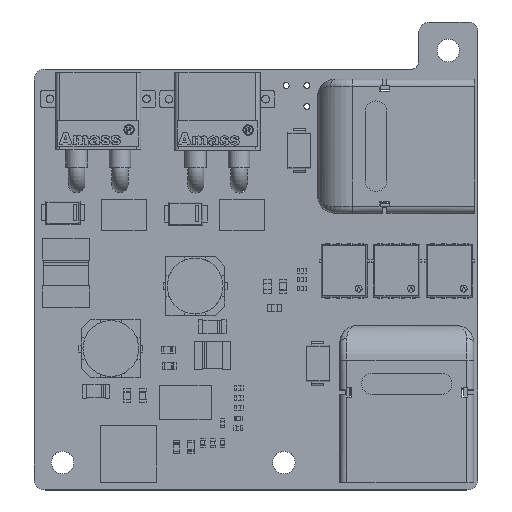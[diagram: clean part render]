
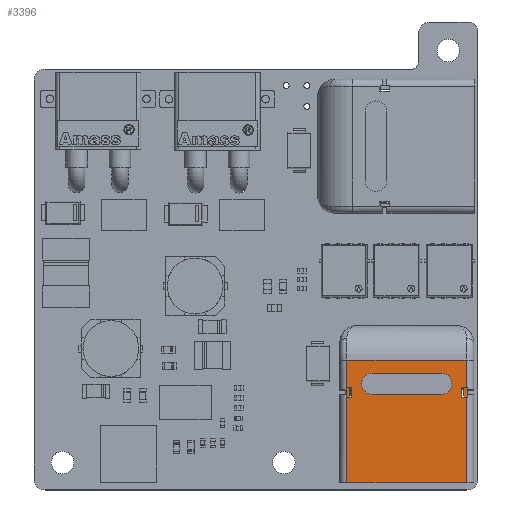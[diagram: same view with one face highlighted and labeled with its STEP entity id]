
A CAD part, top view. The second image highlights one B-rep face of the part: STEP entity #3396.
In plain terms, the highlighted face is planar.
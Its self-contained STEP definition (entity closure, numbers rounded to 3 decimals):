
#2229 = VERTEX_POINT('',#2230);
#2230 = CARTESIAN_POINT('',(3.75,7.992,-8.4));
#2236 = EDGE_CURVE('',#2237,#2229,#2239,.T.);
#2237 = VERTEX_POINT('',#2238);
#2238 = CARTESIAN_POINT('',(2.508,6.75,-8.4));
#2239 = CIRCLE('',#2240,1.242);
#2240 = AXIS2_PLACEMENT_3D('',#2241,#2242,#2243);
#2241 = CARTESIAN_POINT('',(3.75,6.75,-8.4));
#2242 = DIRECTION('',(0.,0.,-1.));
#2243 = DIRECTION('',(-1.,0.,0.));
#2972 = VERTEX_POINT('',#2973);
#2973 = CARTESIAN_POINT('',(14.7,8.286,-8.4));
#2980 = EDGE_CURVE('',#2981,#2972,#2983,.T.);
#2981 = VERTEX_POINT('',#2982);
#2982 = CARTESIAN_POINT('',(14.7,18.2,-8.4));
#2983 = LINE('',#2984,#2985);
#2984 = CARTESIAN_POINT('',(14.7,17.2,-8.4));
#2985 = VECTOR('',#2986,1.);
#2986 = DIRECTION('',(0.,-1.,0.));
#3012 = VERTEX_POINT('',#3013);
#3013 = CARTESIAN_POINT('',(14.7,7.221,-8.4));
#3048 = VERTEX_POINT('',#3049);
#3049 = CARTESIAN_POINT('',(14.7,4.,-8.4));
#3056 = EDGE_CURVE('',#3012,#3048,#3057,.T.);
#3057 = LINE('',#3058,#3059);
#3058 = CARTESIAN_POINT('',(14.7,17.2,-8.4));
#3059 = VECTOR('',#3060,1.);
#3060 = DIRECTION('',(0.,-1.,0.));
#3071 = VERTEX_POINT('',#3072);
#3072 = CARTESIAN_POINT('',(14.6,8.286,-8.4));
#3080 = VERTEX_POINT('',#3081);
#3081 = CARTESIAN_POINT('',(14.6,8.3,-8.4));
#3087 = EDGE_CURVE('',#3071,#3080,#3088,.T.);
#3088 = LINE('',#3089,#3090);
#3089 = CARTESIAN_POINT('',(14.6,8.025,-8.4));
#3090 = VECTOR('',#3091,1.);
#3091 = DIRECTION('',(0.,1.,0.));
#3146 = VERTEX_POINT('',#3147);
#3147 = CARTESIAN_POINT('',(14.6,7.221,-8.4));
#3153 = EDGE_CURVE('',#3154,#3146,#3156,.T.);
#3154 = VERTEX_POINT('',#3155);
#3155 = CARTESIAN_POINT('',(14.6,7.2,-8.4));
#3156 = LINE('',#3157,#3158);
#3157 = CARTESIAN_POINT('',(14.6,7.2,-8.4));
#3158 = VECTOR('',#3159,1.);
#3159 = DIRECTION('',(0.,1.,0.));
#3196 = VERTEX_POINT('',#3197);
#3197 = CARTESIAN_POINT('',(0.8,7.221,-8.4));
#3204 = EDGE_CURVE('',#3205,#3196,#3207,.T.);
#3205 = VERTEX_POINT('',#3206);
#3206 = CARTESIAN_POINT('',(0.8,4.,-8.4));
#3207 = LINE('',#3208,#3209);
#3208 = CARTESIAN_POINT('',(0.8,17.2,-8.4));
#3209 = VECTOR('',#3210,1.);
#3210 = DIRECTION('',(-0.,1.,-0.));
#3236 = VERTEX_POINT('',#3237);
#3237 = CARTESIAN_POINT('',(0.8,8.286,-8.4));
#3272 = VERTEX_POINT('',#3273);
#3273 = CARTESIAN_POINT('',(0.8,18.2,-8.4));
#3280 = EDGE_CURVE('',#3236,#3272,#3281,.T.);
#3281 = LINE('',#3282,#3283);
#3282 = CARTESIAN_POINT('',(0.8,17.2,-8.4));
#3283 = VECTOR('',#3284,1.);
#3284 = DIRECTION('',(-0.,1.,-0.));
#3296 = VERTEX_POINT('',#3297);
#3297 = CARTESIAN_POINT('',(0.9,8.286,-8.4));
#3303 = EDGE_CURVE('',#3296,#3304,#3306,.T.);
#3304 = VERTEX_POINT('',#3305);
#3305 = CARTESIAN_POINT('',(0.9,8.3,-8.4));
#3306 = LINE('',#3307,#3308);
#3307 = CARTESIAN_POINT('',(0.9,8.025,-8.4));
#3308 = VECTOR('',#3309,1.);
#3309 = DIRECTION('',(0.,1.,0.));
#3325 = EDGE_CURVE('',#3326,#3328,#3330,.T.);
#3326 = VERTEX_POINT('',#3327);
#3327 = CARTESIAN_POINT('',(0.9,7.2,-8.4));
#3328 = VERTEX_POINT('',#3329);
#3329 = CARTESIAN_POINT('',(0.9,7.221,-8.4));
#3330 = LINE('',#3331,#3332);
#3331 = CARTESIAN_POINT('',(0.9,7.2,-8.4));
#3332 = VECTOR('',#3333,1.);
#3333 = DIRECTION('',(0.,1.,0.));
#3396 = ADVANCED_FACE('',(#3397,#3459,#3494,#3542),#3590,.F.);
#3397 = FACE_BOUND('',#3398,.T.);
#3398 = EDGE_LOOP('',(#3399,#3400,#3406,#3407,#3415,#3423,#3429,#3430,
    #3436,#3437,#3445,#3453));
#3399 = ORIENTED_EDGE('',*,*,#3280,.T.);
#3400 = ORIENTED_EDGE('',*,*,#3401,.F.);
#3401 = EDGE_CURVE('',#2981,#3272,#3402,.T.);
#3402 = LINE('',#3403,#3404);
#3403 = CARTESIAN_POINT('',(14.7,18.2,-8.4));
#3404 = VECTOR('',#3405,1.);
#3405 = DIRECTION('',(-1.,0.,0.));
#3406 = ORIENTED_EDGE('',*,*,#2980,.T.);
#3407 = ORIENTED_EDGE('',*,*,#3408,.F.);
#3408 = EDGE_CURVE('',#3409,#2972,#3411,.T.);
#3409 = VERTEX_POINT('',#3410);
#3410 = CARTESIAN_POINT('',(14.79,8.286,-8.4));
#3411 = LINE('',#3412,#3413);
#3412 = CARTESIAN_POINT('',(14.6,8.286,-8.4));
#3413 = VECTOR('',#3414,1.);
#3414 = DIRECTION('',(-1.,0.,0.));
#3415 = ORIENTED_EDGE('',*,*,#3416,.F.);
#3416 = EDGE_CURVE('',#3417,#3409,#3419,.T.);
#3417 = VERTEX_POINT('',#3418);
#3418 = CARTESIAN_POINT('',(14.79,7.221,-8.4));
#3419 = LINE('',#3420,#3421);
#3420 = CARTESIAN_POINT('',(14.79,8.286,-8.4));
#3421 = VECTOR('',#3422,1.);
#3422 = DIRECTION('',(-0.,1.,-0.));
#3423 = ORIENTED_EDGE('',*,*,#3424,.F.);
#3424 = EDGE_CURVE('',#3012,#3417,#3425,.T.);
#3425 = LINE('',#3426,#3427);
#3426 = CARTESIAN_POINT('',(14.79,7.221,-8.4));
#3427 = VECTOR('',#3428,1.);
#3428 = DIRECTION('',(1.,-0.,-0.));
#3429 = ORIENTED_EDGE('',*,*,#3056,.T.);
#3430 = ORIENTED_EDGE('',*,*,#3431,.T.);
#3431 = EDGE_CURVE('',#3048,#3205,#3432,.T.);
#3432 = LINE('',#3433,#3434);
#3433 = CARTESIAN_POINT('',(0.,4.,-8.4));
#3434 = VECTOR('',#3435,1.);
#3435 = DIRECTION('',(-1.,0.,0.));
#3436 = ORIENTED_EDGE('',*,*,#3204,.T.);
#3437 = ORIENTED_EDGE('',*,*,#3438,.F.);
#3438 = EDGE_CURVE('',#3439,#3196,#3441,.T.);
#3439 = VERTEX_POINT('',#3440);
#3440 = CARTESIAN_POINT('',(0.71,7.221,-8.4));
#3441 = LINE('',#3442,#3443);
#3442 = CARTESIAN_POINT('',(0.9,7.221,-8.4));
#3443 = VECTOR('',#3444,1.);
#3444 = DIRECTION('',(1.,0.,0.));
#3445 = ORIENTED_EDGE('',*,*,#3446,.F.);
#3446 = EDGE_CURVE('',#3447,#3439,#3449,.T.);
#3447 = VERTEX_POINT('',#3448);
#3448 = CARTESIAN_POINT('',(0.71,8.286,-8.4));
#3449 = LINE('',#3450,#3451);
#3450 = CARTESIAN_POINT('',(0.71,8.286,-8.4));
#3451 = VECTOR('',#3452,1.);
#3452 = DIRECTION('',(0.,-1.,0.));
#3453 = ORIENTED_EDGE('',*,*,#3454,.F.);
#3454 = EDGE_CURVE('',#3236,#3447,#3455,.T.);
#3455 = LINE('',#3456,#3457);
#3456 = CARTESIAN_POINT('',(1.781,8.286,-8.4));
#3457 = VECTOR('',#3458,1.);
#3458 = DIRECTION('',(-1.,0.,0.));
#3459 = FACE_BOUND('',#3460,.T.);
#3460 = EDGE_LOOP('',(#3461,#3472,#3478,#3479,#3488));
#3461 = ORIENTED_EDGE('',*,*,#3462,.F.);
#3462 = EDGE_CURVE('',#3463,#3465,#3467,.T.);
#3463 = VERTEX_POINT('',#3464);
#3464 = CARTESIAN_POINT('',(11.75,7.992,-8.4));
#3465 = VERTEX_POINT('',#3466);
#3466 = CARTESIAN_POINT('',(11.75,5.508,-8.4));
#3467 = CIRCLE('',#3468,1.242);
#3468 = AXIS2_PLACEMENT_3D('',#3469,#3470,#3471);
#3469 = CARTESIAN_POINT('',(11.75,6.75,-8.4));
#3470 = DIRECTION('',(0.,0.,-1.));
#3471 = DIRECTION('',(-1.,0.,0.));
#3472 = ORIENTED_EDGE('',*,*,#3473,.F.);
#3473 = EDGE_CURVE('',#2229,#3463,#3474,.T.);
#3474 = LINE('',#3475,#3476);
#3475 = CARTESIAN_POINT('',(11.75,7.992,-8.4));
#3476 = VECTOR('',#3477,1.);
#3477 = DIRECTION('',(1.,-0.,-0.));
#3478 = ORIENTED_EDGE('',*,*,#2236,.F.);
#3479 = ORIENTED_EDGE('',*,*,#3480,.F.);
#3480 = EDGE_CURVE('',#3481,#2237,#3483,.T.);
#3481 = VERTEX_POINT('',#3482);
#3482 = CARTESIAN_POINT('',(3.75,5.508,-8.4));
#3483 = CIRCLE('',#3484,1.242);
#3484 = AXIS2_PLACEMENT_3D('',#3485,#3486,#3487);
#3485 = CARTESIAN_POINT('',(3.75,6.75,-8.4));
#3486 = DIRECTION('',(0.,0.,-1.));
#3487 = DIRECTION('',(-1.,0.,0.));
#3488 = ORIENTED_EDGE('',*,*,#3489,.F.);
#3489 = EDGE_CURVE('',#3465,#3481,#3490,.T.);
#3490 = LINE('',#3491,#3492);
#3491 = CARTESIAN_POINT('',(11.75,5.508,-8.4));
#3492 = VECTOR('',#3493,1.);
#3493 = DIRECTION('',(-1.,0.,0.));
#3494 = FACE_BOUND('',#3495,.T.);
#3495 = EDGE_LOOP('',(#3496,#3504,#3505,#3513,#3521,#3527,#3528,#3536));
#3496 = ORIENTED_EDGE('',*,*,#3497,.F.);
#3497 = EDGE_CURVE('',#3071,#3498,#3500,.T.);
#3498 = VERTEX_POINT('',#3499);
#3499 = CARTESIAN_POINT('',(14.342,8.286,-8.4));
#3500 = LINE('',#3501,#3502);
#3501 = CARTESIAN_POINT('',(14.6,8.286,-8.4));
#3502 = VECTOR('',#3503,1.);
#3503 = DIRECTION('',(-1.,0.,0.));
#3504 = ORIENTED_EDGE('',*,*,#3087,.T.);
#3505 = ORIENTED_EDGE('',*,*,#3506,.T.);
#3506 = EDGE_CURVE('',#3080,#3507,#3509,.T.);
#3507 = VERTEX_POINT('',#3508);
#3508 = CARTESIAN_POINT('',(14.14,8.3,-8.4));
#3509 = LINE('',#3510,#3511);
#3510 = CARTESIAN_POINT('',(14.6,8.3,-8.4));
#3511 = VECTOR('',#3512,1.);
#3512 = DIRECTION('',(-1.,0.,0.));
#3513 = ORIENTED_EDGE('',*,*,#3514,.T.);
#3514 = EDGE_CURVE('',#3507,#3515,#3517,.T.);
#3515 = VERTEX_POINT('',#3516);
#3516 = CARTESIAN_POINT('',(14.14,7.2,-8.4));
#3517 = LINE('',#3518,#3519);
#3518 = CARTESIAN_POINT('',(14.14,8.3,-8.4));
#3519 = VECTOR('',#3520,1.);
#3520 = DIRECTION('',(0.,-1.,0.));
#3521 = ORIENTED_EDGE('',*,*,#3522,.T.);
#3522 = EDGE_CURVE('',#3515,#3154,#3523,.T.);
#3523 = LINE('',#3524,#3525);
#3524 = CARTESIAN_POINT('',(14.14,7.2,-8.4));
#3525 = VECTOR('',#3526,1.);
#3526 = DIRECTION('',(1.,0.,0.));
#3527 = ORIENTED_EDGE('',*,*,#3153,.T.);
#3528 = ORIENTED_EDGE('',*,*,#3529,.F.);
#3529 = EDGE_CURVE('',#3530,#3146,#3532,.T.);
#3530 = VERTEX_POINT('',#3531);
#3531 = CARTESIAN_POINT('',(14.342,7.221,-8.4));
#3532 = LINE('',#3533,#3534);
#3533 = CARTESIAN_POINT('',(14.79,7.221,-8.4));
#3534 = VECTOR('',#3535,1.);
#3535 = DIRECTION('',(1.,-0.,-0.));
#3536 = ORIENTED_EDGE('',*,*,#3537,.F.);
#3537 = EDGE_CURVE('',#3498,#3530,#3538,.T.);
#3538 = LINE('',#3539,#3540);
#3539 = CARTESIAN_POINT('',(14.342,8.286,-8.4));
#3540 = VECTOR('',#3541,1.);
#3541 = DIRECTION('',(0.,-1.,0.));
#3542 = FACE_BOUND('',#3543,.T.);
#3543 = EDGE_LOOP('',(#3544,#3545,#3553,#3561,#3567,#3568,#3576,#3584));
#3544 = ORIENTED_EDGE('',*,*,#3303,.F.);
#3545 = ORIENTED_EDGE('',*,*,#3546,.F.);
#3546 = EDGE_CURVE('',#3547,#3296,#3549,.T.);
#3547 = VERTEX_POINT('',#3548);
#3548 = CARTESIAN_POINT('',(1.158,8.286,-8.4));
#3549 = LINE('',#3550,#3551);
#3550 = CARTESIAN_POINT('',(0.9,8.286,-8.4));
#3551 = VECTOR('',#3552,1.);
#3552 = DIRECTION('',(-1.,-0.,-0.));
#3553 = ORIENTED_EDGE('',*,*,#3554,.F.);
#3554 = EDGE_CURVE('',#3555,#3547,#3557,.T.);
#3555 = VERTEX_POINT('',#3556);
#3556 = CARTESIAN_POINT('',(1.158,7.221,-8.4));
#3557 = LINE('',#3558,#3559);
#3558 = CARTESIAN_POINT('',(1.158,8.286,-8.4));
#3559 = VECTOR('',#3560,1.);
#3560 = DIRECTION('',(0.,1.,-0.));
#3561 = ORIENTED_EDGE('',*,*,#3562,.F.);
#3562 = EDGE_CURVE('',#3328,#3555,#3563,.T.);
#3563 = LINE('',#3564,#3565);
#3564 = CARTESIAN_POINT('',(1.781,7.221,-8.4));
#3565 = VECTOR('',#3566,1.);
#3566 = DIRECTION('',(1.,-0.,0.));
#3567 = ORIENTED_EDGE('',*,*,#3325,.F.);
#3568 = ORIENTED_EDGE('',*,*,#3569,.F.);
#3569 = EDGE_CURVE('',#3570,#3326,#3572,.T.);
#3570 = VERTEX_POINT('',#3571);
#3571 = CARTESIAN_POINT('',(1.36,7.2,-8.4));
#3572 = LINE('',#3573,#3574);
#3573 = CARTESIAN_POINT('',(1.36,7.2,-8.4));
#3574 = VECTOR('',#3575,1.);
#3575 = DIRECTION('',(-1.,0.,0.));
#3576 = ORIENTED_EDGE('',*,*,#3577,.F.);
#3577 = EDGE_CURVE('',#3578,#3570,#3580,.T.);
#3578 = VERTEX_POINT('',#3579);
#3579 = CARTESIAN_POINT('',(1.36,8.3,-8.4));
#3580 = LINE('',#3581,#3582);
#3581 = CARTESIAN_POINT('',(1.36,8.3,-8.4));
#3582 = VECTOR('',#3583,1.);
#3583 = DIRECTION('',(0.,-1.,0.));
#3584 = ORIENTED_EDGE('',*,*,#3585,.F.);
#3585 = EDGE_CURVE('',#3304,#3578,#3586,.T.);
#3586 = LINE('',#3587,#3588);
#3587 = CARTESIAN_POINT('',(0.9,8.3,-8.4));
#3588 = VECTOR('',#3589,1.);
#3589 = DIRECTION('',(1.,0.,0.));
#3590 = PLANE('',#3591);
#3591 = AXIS2_PLACEMENT_3D('',#3592,#3593,#3594);
#3592 = CARTESIAN_POINT('',(0.,17.2,-8.4));
#3593 = DIRECTION('',(0.,0.,1.));
#3594 = DIRECTION('',(1.,0.,-0.));
